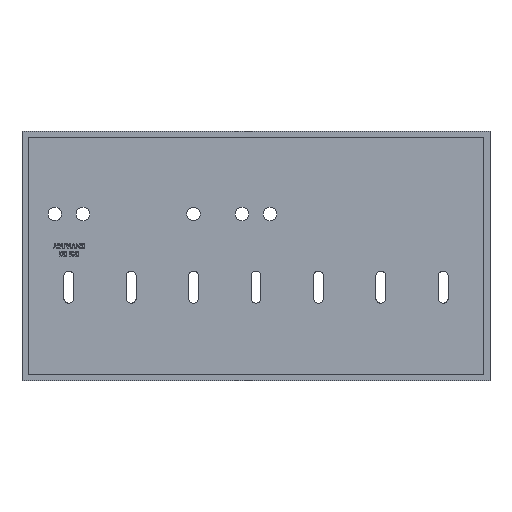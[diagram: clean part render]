
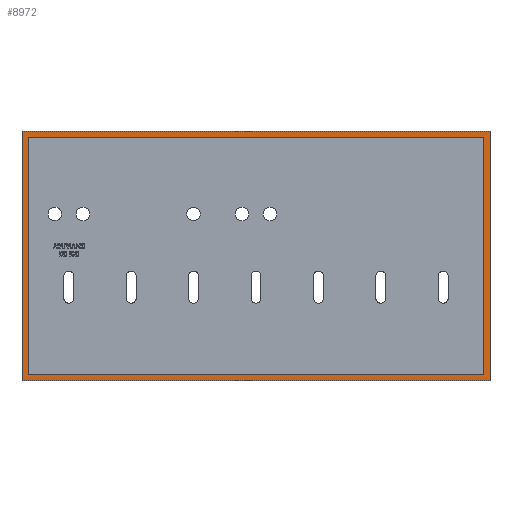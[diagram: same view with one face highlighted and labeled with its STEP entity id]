
A CAD part, top view. The second image highlights one B-rep face of the part: STEP entity #8972.
In plain terms, the highlighted planar face has unit normal (0, 0, 1).
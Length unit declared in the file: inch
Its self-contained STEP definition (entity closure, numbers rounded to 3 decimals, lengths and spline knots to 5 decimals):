
#427=FACE_BOUND('',#1161,.T.);
#650=FACE_OUTER_BOUND('',#1160,.T.);
#1160=EDGE_LOOP('',(#6183,#6184,#6185,#6186));
#1161=EDGE_LOOP('',(#6187,#6188,#6189,#6190));
#1736=LINE('',#12041,#2760);
#1739=LINE('',#12047,#2763);
#1742=LINE('',#12053,#2766);
#1745=LINE('',#12057,#2769);
#1748=LINE('',#12065,#2772);
#1751=LINE('',#12071,#2775);
#1754=LINE('',#12077,#2778);
#1757=LINE('',#12081,#2781);
#2760=VECTOR('',#10124,0.3937);
#2763=VECTOR('',#10129,0.3937);
#2766=VECTOR('',#10134,0.3937);
#2769=VECTOR('',#10139,0.3937);
#2772=VECTOR('',#10144,0.3937);
#2775=VECTOR('',#10149,0.3937);
#2778=VECTOR('',#10154,0.3937);
#2781=VECTOR('',#10159,0.3937);
#3785=VERTEX_POINT('',#12038);
#3786=VERTEX_POINT('',#12040);
#3788=VERTEX_POINT('',#12046);
#3790=VERTEX_POINT('',#12052);
#3793=VERTEX_POINT('',#12062);
#3794=VERTEX_POINT('',#12064);
#3796=VERTEX_POINT('',#12070);
#3798=VERTEX_POINT('',#12076);
#4710=EDGE_CURVE('',#3786,#3785,#1736,.T.);
#4713=EDGE_CURVE('',#3788,#3786,#1739,.T.);
#4716=EDGE_CURVE('',#3790,#3788,#1742,.T.);
#4719=EDGE_CURVE('',#3785,#3790,#1745,.T.);
#4722=EDGE_CURVE('',#3794,#3793,#1748,.T.);
#4725=EDGE_CURVE('',#3796,#3794,#1751,.T.);
#4728=EDGE_CURVE('',#3798,#3796,#1754,.T.);
#4731=EDGE_CURVE('',#3793,#3798,#1757,.T.);
#6183=ORIENTED_EDGE('',*,*,#4731,.T.);
#6184=ORIENTED_EDGE('',*,*,#4728,.T.);
#6185=ORIENTED_EDGE('',*,*,#4725,.T.);
#6186=ORIENTED_EDGE('',*,*,#4722,.T.);
#6187=ORIENTED_EDGE('',*,*,#4719,.T.);
#6188=ORIENTED_EDGE('',*,*,#4716,.T.);
#6189=ORIENTED_EDGE('',*,*,#4713,.T.);
#6190=ORIENTED_EDGE('',*,*,#4710,.T.);
#8621=PLANE('',#9530);
#8972=ADVANCED_FACE('',(#650,#427),#8621,.T.);
#9530=AXIS2_PLACEMENT_3D('',#12082,#10160,#10161);
#10124=DIRECTION('',(-1.,0.,0.));
#10129=DIRECTION('',(0.,-1.,0.));
#10134=DIRECTION('',(1.,0.,0.));
#10139=DIRECTION('',(0.,1.,0.));
#10144=DIRECTION('',(-1.,0.,0.));
#10149=DIRECTION('',(0.,1.,0.));
#10154=DIRECTION('',(1.,0.,0.));
#10159=DIRECTION('',(0.,-1.,0.));
#10160=DIRECTION('center_axis',(0.,0.,1.));
#10161=DIRECTION('ref_axis',(1.,0.,0.));
#12038=CARTESIAN_POINT('',(0.1,0.1,0.07874));
#12040=CARTESIAN_POINT('',(7.4,0.1,0.07874));
#12041=CARTESIAN_POINT('',(0.1,0.1,0.07874));
#12046=CARTESIAN_POINT('',(7.4,3.9,0.07874));
#12047=CARTESIAN_POINT('',(7.4,0.1,0.07874));
#12052=CARTESIAN_POINT('',(0.1,3.9,0.07874));
#12053=CARTESIAN_POINT('',(7.4,3.9,0.07874));
#12057=CARTESIAN_POINT('',(0.1,3.9,0.07874));
#12062=CARTESIAN_POINT('',(0.,4.,0.07874));
#12064=CARTESIAN_POINT('',(7.5,4.,0.07874));
#12065=CARTESIAN_POINT('',(7.5,4.,0.07874));
#12070=CARTESIAN_POINT('',(7.5,0.,0.07874));
#12071=CARTESIAN_POINT('',(7.5,0.,0.07874));
#12076=CARTESIAN_POINT('',(0.,0.,0.07874));
#12077=CARTESIAN_POINT('',(0.,0.,0.07874));
#12081=CARTESIAN_POINT('',(0.,4.,0.07874));
#12082=CARTESIAN_POINT('Origin',(3.75,2.,0.07874));
